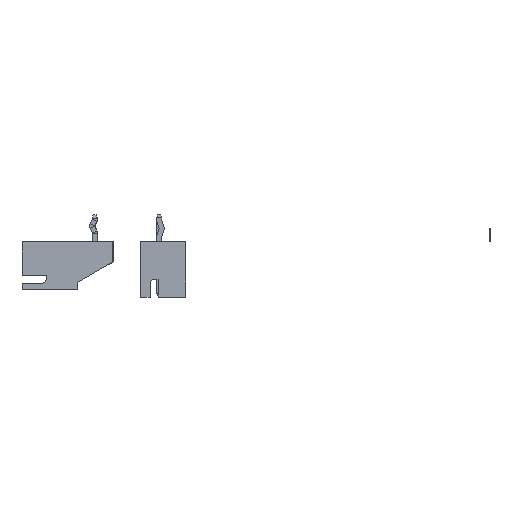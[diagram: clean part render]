
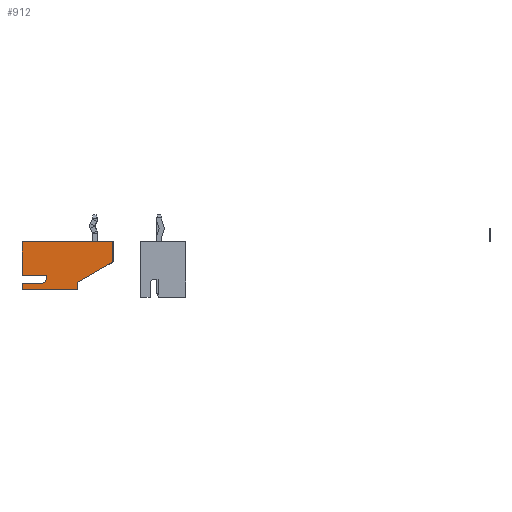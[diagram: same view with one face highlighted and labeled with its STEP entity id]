
A CAD part, left-side view. The second image highlights one B-rep face of the part: STEP entity #912.
In plain terms, the highlighted planar face has unit normal (-1, 0, 0).
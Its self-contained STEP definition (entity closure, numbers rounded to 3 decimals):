
#292 = VERTEX_POINT('',#293);
#293 = CARTESIAN_POINT('',(-3.7,5.275,0.));
#308 = VERTEX_POINT('',#309);
#309 = CARTESIAN_POINT('',(-3.7,6.1,0.));
#315 = EDGE_CURVE('',#308,#292,#316,.T.);
#316 = LINE('',#317,#318);
#317 = CARTESIAN_POINT('',(-3.7,0.,0.));
#318 = VECTOR('',#319,1.);
#319 = DIRECTION('',(-0.,-1.,-0.));
#372 = VERTEX_POINT('',#373);
#373 = CARTESIAN_POINT('',(-3.7,6.1,-7.));
#404 = VERTEX_POINT('',#405);
#405 = CARTESIAN_POINT('',(-3.7,5.148,-7.));
#411 = EDGE_CURVE('',#404,#372,#412,.T.);
#412 = LINE('',#413,#414);
#413 = CARTESIAN_POINT('',(-3.7,0.,-7.));
#414 = VECTOR('',#415,1.);
#415 = DIRECTION('',(0.,1.,0.));
#436 = VERTEX_POINT('',#437);
#437 = CARTESIAN_POINT('',(-3.7,0.,0.));
#443 = EDGE_CURVE('',#436,#444,#446,.T.);
#444 = VERTEX_POINT('',#445);
#445 = CARTESIAN_POINT('',(-3.7,0.,-11.5));
#446 = LINE('',#447,#448);
#447 = CARTESIAN_POINT('',(-3.7,0.,0.));
#448 = VECTOR('',#449,1.);
#449 = DIRECTION('',(0.,0.,-1.));
#564 = VERTEX_POINT('',#565);
#565 = CARTESIAN_POINT('',(-3.7,4.275,0.));
#571 = EDGE_CURVE('',#564,#436,#572,.T.);
#572 = LINE('',#573,#574);
#573 = CARTESIAN_POINT('',(-3.7,0.,0.));
#574 = VECTOR('',#575,1.);
#575 = DIRECTION('',(-0.,-1.,-0.));
#777 = EDGE_CURVE('',#372,#308,#778,.T.);
#778 = LINE('',#779,#780);
#779 = CARTESIAN_POINT('',(-3.7,6.1,0.));
#780 = VECTOR('',#781,1.);
#781 = DIRECTION('',(-0.,-0.,1.));
#912 = ADVANCED_FACE('',(#913),#965,.T.);
#913 = FACE_BOUND('',#914,.T.);
#914 = EDGE_LOOP('',(#915,#923,#924,#925,#926,#934,#940,#941,#942,#950,
    #958));
#915 = ORIENTED_EDGE('',*,*,#916,.T.);
#916 = EDGE_CURVE('',#917,#292,#919,.T.);
#917 = VERTEX_POINT('',#918);
#918 = CARTESIAN_POINT('',(-3.7,5.275,-2.4));
#919 = LINE('',#920,#921);
#920 = CARTESIAN_POINT('',(-3.7,5.275,0.));
#921 = VECTOR('',#922,1.);
#922 = DIRECTION('',(-0.,-0.,1.));
#923 = ORIENTED_EDGE('',*,*,#315,.F.);
#924 = ORIENTED_EDGE('',*,*,#777,.F.);
#925 = ORIENTED_EDGE('',*,*,#411,.F.);
#926 = ORIENTED_EDGE('',*,*,#927,.F.);
#927 = EDGE_CURVE('',#928,#404,#930,.T.);
#928 = VERTEX_POINT('',#929);
#929 = CARTESIAN_POINT('',(-3.7,2.55,-11.5));
#930 = LINE('',#931,#932);
#931 = CARTESIAN_POINT('',(-3.7,2.55,-11.5));
#932 = VECTOR('',#933,1.);
#933 = DIRECTION('',(0.,0.5,0.866));
#934 = ORIENTED_EDGE('',*,*,#935,.F.);
#935 = EDGE_CURVE('',#444,#928,#936,.T.);
#936 = LINE('',#937,#938);
#937 = CARTESIAN_POINT('',(-3.7,0.,-11.5));
#938 = VECTOR('',#939,1.);
#939 = DIRECTION('',(0.,1.,0.));
#940 = ORIENTED_EDGE('',*,*,#443,.F.);
#941 = ORIENTED_EDGE('',*,*,#571,.F.);
#942 = ORIENTED_EDGE('',*,*,#943,.T.);
#943 = EDGE_CURVE('',#564,#944,#946,.T.);
#944 = VERTEX_POINT('',#945);
#945 = CARTESIAN_POINT('',(-3.7,4.275,-3.1));
#946 = LINE('',#947,#948);
#947 = CARTESIAN_POINT('',(-3.7,4.275,-3.1));
#948 = VECTOR('',#949,1.);
#949 = DIRECTION('',(-0.,-0.,-1.));
#950 = ORIENTED_EDGE('',*,*,#951,.T.);
#951 = EDGE_CURVE('',#944,#952,#954,.T.);
#952 = VERTEX_POINT('',#953);
#953 = CARTESIAN_POINT('',(-3.7,4.575,-3.1));
#954 = LINE('',#955,#956);
#955 = CARTESIAN_POINT('',(-3.7,4.575,-3.1));
#956 = VECTOR('',#957,1.);
#957 = DIRECTION('',(-0.,1.,-0.));
#958 = ORIENTED_EDGE('',*,*,#959,.T.);
#959 = EDGE_CURVE('',#952,#917,#960,.T.);
#960 = CIRCLE('',#961,0.7);
#961 = AXIS2_PLACEMENT_3D('',#962,#963,#964);
#962 = CARTESIAN_POINT('',(-3.7,4.575,-2.4));
#963 = DIRECTION('',(1.,0.,0.));
#964 = DIRECTION('',(0.,0.,-1.));
#965 = PLANE('',#966);
#966 = AXIS2_PLACEMENT_3D('',#967,#968,#969);
#967 = CARTESIAN_POINT('',(-3.7,0.,0.));
#968 = DIRECTION('',(-1.,0.,0.));
#969 = DIRECTION('',(0.,0.,1.));
